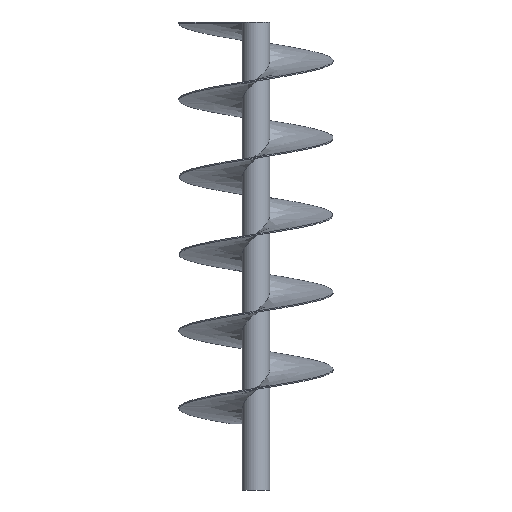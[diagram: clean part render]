
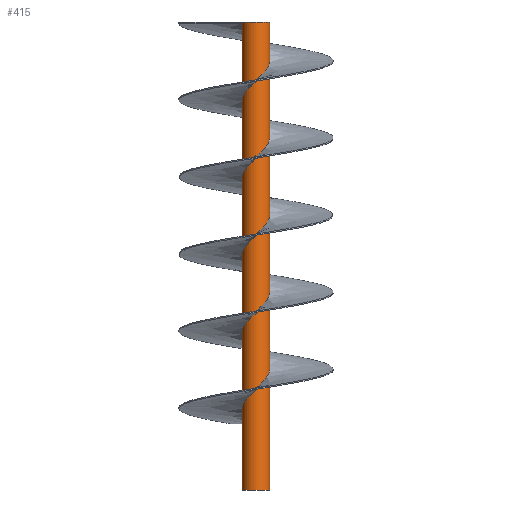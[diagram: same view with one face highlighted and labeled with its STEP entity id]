
A CAD part, front view. The second image highlights one B-rep face of the part: STEP entity #415.
In plain terms, the highlighted cylindrical face has radius 5 mm (diameter 10 mm), a partial arc.
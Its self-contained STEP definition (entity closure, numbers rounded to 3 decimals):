
#111 = VERTEX_POINT ( 'NONE', #606 ) ;
#153 = DIRECTION ( 'NONE',  ( 0., 0., 1. ) ) ;
#234 = DIRECTION ( 'NONE',  ( 0., 0., -1. ) ) ;
#279 = CARTESIAN_POINT ( 'NONE',  ( -5., 0., 160. ) ) ;
#337 = ORIENTED_EDGE ( 'NONE', *, *, #887, .F. ) ;
#415 = ADVANCED_FACE ( 'NONE', ( #593 ), #2514, .T. ) ;
#423 = VERTEX_POINT ( 'NONE', #1335 ) ;
#455 = CARTESIAN_POINT ( 'NONE',  ( 5., 0., 160. ) ) ;
#593 = FACE_OUTER_BOUND ( 'NONE', #1537, .T. ) ;
#606 = CARTESIAN_POINT ( 'NONE',  ( -5., 0., -10. ) ) ;
#613 = DIRECTION ( 'NONE',  ( 1., 0., 0. ) ) ;
#648 = LINE ( 'NONE', #1377, #914 ) ;
#832 = ORIENTED_EDGE ( 'NONE', *, *, #3099, .F. ) ;
#887 = EDGE_CURVE ( 'NONE', #1028, #423, #2642, .T. ) ;
#914 = VECTOR ( 'NONE', #1120, 1000. ) ;
#962 = AXIS2_PLACEMENT_3D ( 'NONE', #3039, #1285, #2045 ) ;
#985 = CIRCLE ( 'NONE', #1294, 5. ) ;
#1028 = VERTEX_POINT ( 'NONE', #2657 ) ;
#1072 = VECTOR ( 'NONE', #1432, 1000. ) ;
#1089 = EDGE_CURVE ( 'NONE', #423, #111, #1879, .T. ) ;
#1091 = VERTEX_POINT ( 'NONE', #279 ) ;
#1120 = DIRECTION ( 'NONE',  ( 0., 0., -1. ) ) ;
#1285 = DIRECTION ( 'NONE',  ( 0., 0., -1. ) ) ;
#1294 = AXIS2_PLACEMENT_3D ( 'NONE', #3001, #153, #613 ) ;
#1335 = CARTESIAN_POINT ( 'NONE',  ( 5., 0., -10. ) ) ;
#1377 = CARTESIAN_POINT ( 'NONE',  ( -5., 0., 160. ) ) ;
#1432 = DIRECTION ( 'NONE',  ( 0., 0., -1. ) ) ;
#1447 = CARTESIAN_POINT ( 'NONE',  ( 0., 0., -10. ) ) ;
#1516 = EDGE_CURVE ( 'NONE', #1091, #111, #648, .T. ) ;
#1537 = EDGE_LOOP ( 'NONE', ( #337, #832, #2218, #1900 ) ) ;
#1879 = CIRCLE ( 'NONE', #2596, 5. ) ;
#1900 = ORIENTED_EDGE ( 'NONE', *, *, #1089, .F. ) ;
#2045 = DIRECTION ( 'NONE',  ( -1., 0., 0. ) ) ;
#2218 = ORIENTED_EDGE ( 'NONE', *, *, #1516, .T. ) ;
#2514 = CYLINDRICAL_SURFACE ( 'NONE', #962, 5. ) ;
#2596 = AXIS2_PLACEMENT_3D ( 'NONE', #1447, #234, #2984 ) ;
#2642 = LINE ( 'NONE', #455, #1072 ) ;
#2657 = CARTESIAN_POINT ( 'NONE',  ( 5., 0., 160. ) ) ;
#2984 = DIRECTION ( 'NONE',  ( -1., 0., 0. ) ) ;
#3001 = CARTESIAN_POINT ( 'NONE',  ( 0., 0., 160. ) ) ;
#3039 = CARTESIAN_POINT ( 'NONE',  ( 0., 0., 160. ) ) ;
#3099 = EDGE_CURVE ( 'NONE', #1091, #1028, #985, .T. ) ;
